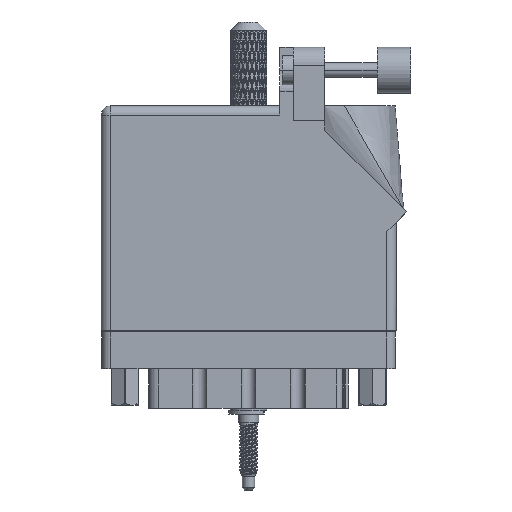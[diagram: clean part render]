
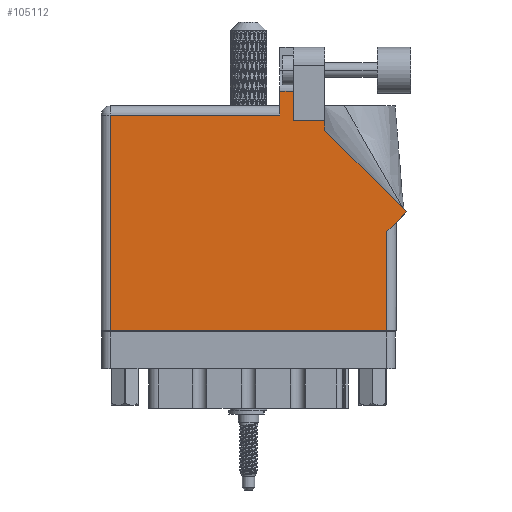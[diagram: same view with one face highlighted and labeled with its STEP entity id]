
A CAD part, front view. The second image highlights one B-rep face of the part: STEP entity #105112.
In plain terms, the highlighted face is planar.
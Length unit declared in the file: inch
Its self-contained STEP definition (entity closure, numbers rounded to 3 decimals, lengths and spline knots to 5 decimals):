
#1826 = DIRECTION ( 'NONE',  ( 0., 1., 0. ) ) ;
#2504 = EDGE_CURVE ( 'NONE', #9758, #61773, #41389, .T. ) ;
#2826 = EDGE_CURVE ( 'NONE', #73815, #47481, #62454, .T. ) ;
#5449 = ORIENTED_EDGE ( 'NONE', *, *, #76741, .T. ) ;
#5984 = ORIENTED_EDGE ( 'NONE', *, *, #9991, .T. ) ;
#7331 = DIRECTION ( 'NONE',  ( 0., 1., 0. ) ) ;
#9758 = VERTEX_POINT ( 'NONE', #45500 ) ;
#9991 = EDGE_CURVE ( 'NONE', #47418, #19333, #44751, .T. ) ;
#10092 = VERTEX_POINT ( 'NONE', #81832 ) ;
#10869 = PLANE ( 'NONE',  #99480 ) ;
#11088 = CARTESIAN_POINT ( 'NONE',  ( 1.217, 1.6315, 0. ) ) ;
#14742 = VECTOR ( 'NONE', #68829, 39.37008 ) ;
#15633 = DIRECTION ( 'NONE',  ( -1., 0., 0. ) ) ;
#16794 = CARTESIAN_POINT ( 'NONE',  ( 2.08071, 0.80771, 0. ) ) ;
#19333 = VERTEX_POINT ( 'NONE', #63440 ) ;
#25779 = VECTOR ( 'NONE', #94276, 39.37008 ) ;
#26693 = DIRECTION ( 'NONE',  ( 0.707, 0.707, 0. ) ) ;
#28104 = DIRECTION ( 'NONE',  ( -1., 0., 0. ) ) ;
#28428 = EDGE_CURVE ( 'NONE', #98167, #73815, #32235, .T. ) ;
#30392 = DIRECTION ( 'NONE',  ( 0., -1., 0. ) ) ;
#30505 = CARTESIAN_POINT ( 'NONE',  ( 0.062, 1.468, 0. ) ) ;
#32235 = LINE ( 'NONE', #111940, #25779 ) ;
#32903 = ORIENTED_EDGE ( 'NONE', *, *, #94765, .T. ) ;
#37580 = ORIENTED_EDGE ( 'NONE', *, *, #103328, .T. ) ;
#37958 = VECTOR ( 'NONE', #47572, 39.37008 ) ;
#38089 = ORIENTED_EDGE ( 'NONE', *, *, #68554, .T. ) ;
#39272 = LINE ( 'NONE', #83981, #77154 ) ;
#39949 = VECTOR ( 'NONE', #45002, 39.37008 ) ;
#40291 = VERTEX_POINT ( 'NONE', #69629 ) ;
#41389 = LINE ( 'NONE', #16794, #39949 ) ;
#41423 = LINE ( 'NONE', #109379, #69493 ) ;
#41525 = CARTESIAN_POINT ( 'NONE',  ( 1.524, 1.43, 0. ) ) ;
#42644 = CARTESIAN_POINT ( 'NONE',  ( 0.062, 0., 0. ) ) ;
#43237 = FACE_OUTER_BOUND ( 'NONE', #47995, .T. ) ;
#44677 = ORIENTED_EDGE ( 'NONE', *, *, #82849, .T. ) ;
#44751 = LINE ( 'NONE', #41525, #76946 ) ;
#45002 = DIRECTION ( 'NONE',  ( -0.707, 0.707, 0. ) ) ;
#45297 = CARTESIAN_POINT ( 'NONE',  ( 1.948, 0.675, 0. ) ) ;
#45500 = CARTESIAN_POINT ( 'NONE',  ( 2.08071, 0.80771, 0. ) ) ;
#47418 = VERTEX_POINT ( 'NONE', #83022 ) ;
#47481 = VERTEX_POINT ( 'NONE', #30505 ) ;
#47572 = DIRECTION ( 'NONE',  ( 0., 1., 0. ) ) ;
#47995 = EDGE_LOOP ( 'NONE', ( #38089, #72755, #64445, #74300, #5449, #44677, #32903, #90895, #89012, #37580, #5984 ) ) ;
#48350 = CARTESIAN_POINT ( 'NONE',  ( 1.948, 0.737, 0. ) ) ;
#52188 = LINE ( 'NONE', #88186, #111006 ) ;
#55063 = CARTESIAN_POINT ( 'NONE',  ( 1.311, 1.43, 0. ) ) ;
#57074 = CARTESIAN_POINT ( 'NONE',  ( 0.062, 0., 0. ) ) ;
#60610 = CARTESIAN_POINT ( 'NONE',  ( 1.217, 1.468, 0. ) ) ;
#61773 = VERTEX_POINT ( 'NONE', #106180 ) ;
#61835 = LINE ( 'NONE', #48350, #37958 ) ;
#62277 = VERTEX_POINT ( 'NONE', #45297 ) ;
#62454 = LINE ( 'NONE', #76237, #14742 ) ;
#63440 = CARTESIAN_POINT ( 'NONE',  ( 1.311, 1.43, 0. ) ) ;
#64445 = ORIENTED_EDGE ( 'NONE', *, *, #28428, .T. ) ;
#65283 = VECTOR ( 'NONE', #30392, 39.37008 ) ;
#68554 = EDGE_CURVE ( 'NONE', #19333, #10092, #110425, .T. ) ;
#68829 = DIRECTION ( 'NONE',  ( -1., 0., 0. ) ) ;
#69493 = VECTOR ( 'NONE', #73754, 39.37008 ) ;
#69629 = CARTESIAN_POINT ( 'NONE',  ( 1.948, 0., 0. ) ) ;
#71315 = VECTOR ( 'NONE', #1826, 39.37008 ) ;
#72755 = ORIENTED_EDGE ( 'NONE', *, *, #108390, .T. ) ;
#73754 = DIRECTION ( 'NONE',  ( -1., 0., 0. ) ) ;
#73815 = VERTEX_POINT ( 'NONE', #60610 ) ;
#74300 = ORIENTED_EDGE ( 'NONE', *, *, #2826, .T. ) ;
#76237 = CARTESIAN_POINT ( 'NONE',  ( 0., 1.468, 0. ) ) ;
#76741 = EDGE_CURVE ( 'NONE', #47481, #104266, #94666, .T. ) ;
#76946 = VECTOR ( 'NONE', #15633, 39.37008 ) ;
#77154 = VECTOR ( 'NONE', #92971, 39.37008 ) ;
#81804 = DIRECTION ( 'NONE',  ( 0., 0., -1. ) ) ;
#81832 = CARTESIAN_POINT ( 'NONE',  ( 1.311, 1.6315, 0. ) ) ;
#82849 = EDGE_CURVE ( 'NONE', #104266, #40291, #39272, .T. ) ;
#83022 = CARTESIAN_POINT ( 'NONE',  ( 1.524, 1.43, 0. ) ) ;
#83981 = CARTESIAN_POINT ( 'NONE',  ( 0., 0., 0. ) ) ;
#84405 = VECTOR ( 'NONE', #7331, 39.37008 ) ;
#88186 = CARTESIAN_POINT ( 'NONE',  ( 2.01, 0.737, 0. ) ) ;
#89012 = ORIENTED_EDGE ( 'NONE', *, *, #2504, .T. ) ;
#89983 = CARTESIAN_POINT ( 'NONE',  ( 0., 1.53, 0. ) ) ;
#90895 = ORIENTED_EDGE ( 'NONE', *, *, #111543, .T. ) ;
#92971 = DIRECTION ( 'NONE',  ( 1., 0., 0. ) ) ;
#94276 = DIRECTION ( 'NONE',  ( 0., -1., 0. ) ) ;
#94666 = LINE ( 'NONE', #57074, #65283 ) ;
#94765 = EDGE_CURVE ( 'NONE', #40291, #62277, #61835, .T. ) ;
#96160 = CARTESIAN_POINT ( 'NONE',  ( 1.524, 1.36442, 0. ) ) ;
#98167 = VERTEX_POINT ( 'NONE', #11088 ) ;
#99480 = AXIS2_PLACEMENT_3D ( 'NONE', #89983, #81804, #28104 ) ;
#103328 = EDGE_CURVE ( 'NONE', #61773, #47418, #105451, .T. ) ;
#104266 = VERTEX_POINT ( 'NONE', #42644 ) ;
#105112 = ADVANCED_FACE ( 'NONE', ( #43237 ), #10869, .F. ) ;
#105451 = LINE ( 'NONE', #96160, #84405 ) ;
#106180 = CARTESIAN_POINT ( 'NONE',  ( 1.524, 1.36442, 0. ) ) ;
#108390 = EDGE_CURVE ( 'NONE', #10092, #98167, #41423, .T. ) ;
#109379 = CARTESIAN_POINT ( 'NONE',  ( 1.64177, 1.6315, 0. ) ) ;
#110425 = LINE ( 'NONE', #55063, #71315 ) ;
#111006 = VECTOR ( 'NONE', #26693, 39.37008 ) ;
#111543 = EDGE_CURVE ( 'NONE', #62277, #9758, #52188, .T. ) ;
#111940 = CARTESIAN_POINT ( 'NONE',  ( 1.217, 1.53, 0. ) ) ;
